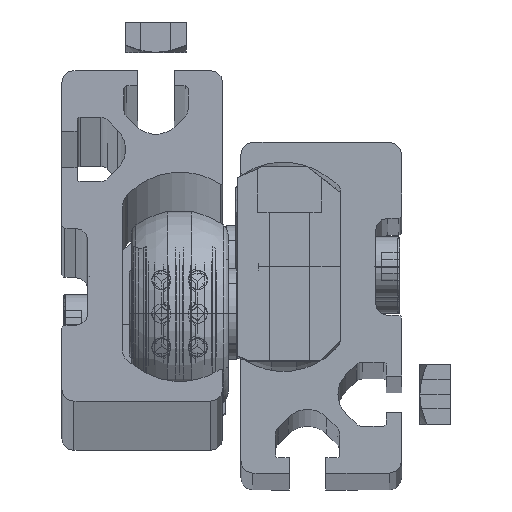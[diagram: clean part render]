
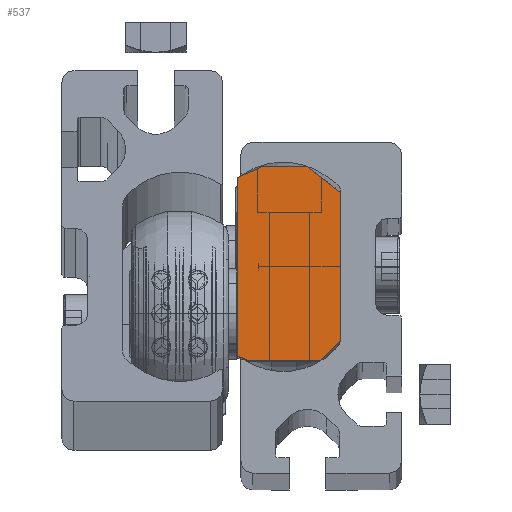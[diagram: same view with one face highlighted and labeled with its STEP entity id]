
A CAD part, top view. The second image highlights one B-rep face of the part: STEP entity #537.
In plain terms, the highlighted face is planar.
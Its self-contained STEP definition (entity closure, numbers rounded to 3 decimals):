
#19 = VERTEX_POINT ( 'NONE', #17895 ) ;
#131 = EDGE_CURVE ( 'NONE', #1852, #1100, #14877, .T. ) ;
#181 = DIRECTION ( 'NONE',  ( 0., 1., 0. ) ) ;
#219 = CARTESIAN_POINT ( 'NONE',  ( -19., 16.5, -4.6 ) ) ;
#290 = LINE ( 'NONE', #17705, #12844 ) ;
#537 = ADVANCED_FACE ( 'NONE', ( #16720 ), #765, .T. ) ;
#765 = PLANE ( 'NONE',  #16061 ) ;
#859 = EDGE_CURVE ( 'NONE', #19, #16892, #11199, .T. ) ;
#1100 = VERTEX_POINT ( 'NONE', #19052 ) ;
#1249 = CARTESIAN_POINT ( 'NONE',  ( -19., -15.5, 5.2 ) ) ;
#1852 = VERTEX_POINT ( 'NONE', #219 ) ;
#2058 = ORIENTED_EDGE ( 'NONE', *, *, #12308, .T. ) ;
#2119 = EDGE_CURVE ( 'NONE', #3762, #2187, #10966, .T. ) ;
#2187 = VERTEX_POINT ( 'NONE', #17413 ) ;
#3701 = DIRECTION ( 'NONE',  ( 0., -0.423, 0.906 ) ) ;
#3762 = VERTEX_POINT ( 'NONE', #1249 ) ;
#3911 = EDGE_CURVE ( 'NONE', #13784, #19, #290, .T. ) ;
#4055 = DIRECTION ( 'NONE',  ( 0., 0., 1. ) ) ;
#4710 = CARTESIAN_POINT ( 'NONE',  ( -19., -12.2, 8.5 ) ) ;
#5036 = LINE ( 'NONE', #11375, #15864 ) ;
#5174 = LINE ( 'NONE', #11509, #13096 ) ;
#5357 = ORIENTED_EDGE ( 'NONE', *, *, #9992, .F. ) ;
#5619 = CARTESIAN_POINT ( 'NONE',  ( -19., 1.5, 22.2 ) ) ;
#5722 = DIRECTION ( 'NONE',  ( -1., 0., 0. ) ) ;
#5827 = ORIENTED_EDGE ( 'NONE', *, *, #131, .T. ) ;
#5914 = CARTESIAN_POINT ( 'NONE',  ( -19., -15.5, 5.2 ) ) ;
#6020 = VECTOR ( 'NONE', #17313, 1000. ) ;
#6076 = CARTESIAN_POINT ( 'NONE',  ( -19., 16.5, -4.6 ) ) ;
#6602 = ORIENTED_EDGE ( 'NONE', *, *, #13630, .F. ) ;
#6742 = EDGE_CURVE ( 'NONE', #1100, #15128, #5174, .T. ) ;
#6925 = EDGE_LOOP ( 'NONE', ( #18951, #6602, #5827, #12704, #2058, #8416, #5357, #19347 ) ) ;
#7639 = LINE ( 'NONE', #6076, #9282 ) ;
#8416 = ORIENTED_EDGE ( 'NONE', *, *, #2119, .F. ) ;
#9282 = VECTOR ( 'NONE', #11998, 1000. ) ;
#9668 = CARTESIAN_POINT ( 'NONE',  ( -19., 16.5, 3. ) ) ;
#9992 = EDGE_CURVE ( 'NONE', #13784, #3762, #11335, .T. ) ;
#10966 = LINE ( 'NONE', #5914, #6020 ) ;
#11199 = LINE ( 'NONE', #15977, #13103 ) ;
#11335 = LINE ( 'NONE', #14541, #12221 ) ;
#11375 = CARTESIAN_POINT ( 'NONE',  ( -19., -14.661, -8.5 ) ) ;
#11509 = CARTESIAN_POINT ( 'NONE',  ( -19., 14.681, -8.5 ) ) ;
#11669 = CARTESIAN_POINT ( 'NONE',  ( -19., 16.5, -4.6 ) ) ;
#11720 = DIRECTION ( 'NONE',  ( 0., 0.616, -0.788 ) ) ;
#11998 = DIRECTION ( 'NONE',  ( 0., 0., 1. ) ) ;
#12221 = VECTOR ( 'NONE', #16101, 1000. ) ;
#12308 = EDGE_CURVE ( 'NONE', #15128, #2187, #5036, .T. ) ;
#12704 = ORIENTED_EDGE ( 'NONE', *, *, #6742, .T. ) ;
#12844 = VECTOR ( 'NONE', #181, 1000. ) ;
#13096 = VECTOR ( 'NONE', #17839, 1000. ) ;
#13103 = VECTOR ( 'NONE', #11720, 1000. ) ;
#13630 = EDGE_CURVE ( 'NONE', #1852, #16892, #7639, .T. ) ;
#13784 = VERTEX_POINT ( 'NONE', #4710 ) ;
#14541 = CARTESIAN_POINT ( 'NONE',  ( -19., -12.2, 8.5 ) ) ;
#14877 = LINE ( 'NONE', #11669, #16705 ) ;
#15128 = VERTEX_POINT ( 'NONE', #17154 ) ;
#15864 = VECTOR ( 'NONE', #3701, 1000. ) ;
#15977 = CARTESIAN_POINT ( 'NONE',  ( -19., 12.203, 8.5 ) ) ;
#16061 = AXIS2_PLACEMENT_3D ( 'NONE', #5619, #5722, #4055 ) ;
#16101 = DIRECTION ( 'NONE',  ( 0., -0.707, -0.707 ) ) ;
#16705 = VECTOR ( 'NONE', #19670, 1000. ) ;
#16720 = FACE_OUTER_BOUND ( 'NONE', #6925, .T. ) ;
#16892 = VERTEX_POINT ( 'NONE', #9668 ) ;
#17154 = CARTESIAN_POINT ( 'NONE',  ( -19., -14.661, -8.5 ) ) ;
#17313 = DIRECTION ( 'NONE',  ( 0., 0., -1. ) ) ;
#17413 = CARTESIAN_POINT ( 'NONE',  ( -19., -15.5, -6.7 ) ) ;
#17705 = CARTESIAN_POINT ( 'NONE',  ( -19., -12.2, 8.5 ) ) ;
#17839 = DIRECTION ( 'NONE',  ( 0., -1., 0. ) ) ;
#17895 = CARTESIAN_POINT ( 'NONE',  ( -19., 12.203, 8.5 ) ) ;
#18951 = ORIENTED_EDGE ( 'NONE', *, *, #859, .T. ) ;
#19052 = CARTESIAN_POINT ( 'NONE',  ( -19., 14.681, -8.5 ) ) ;
#19347 = ORIENTED_EDGE ( 'NONE', *, *, #3911, .T. ) ;
#19670 = DIRECTION ( 'NONE',  ( 0., -0.423, -0.906 ) ) ;
